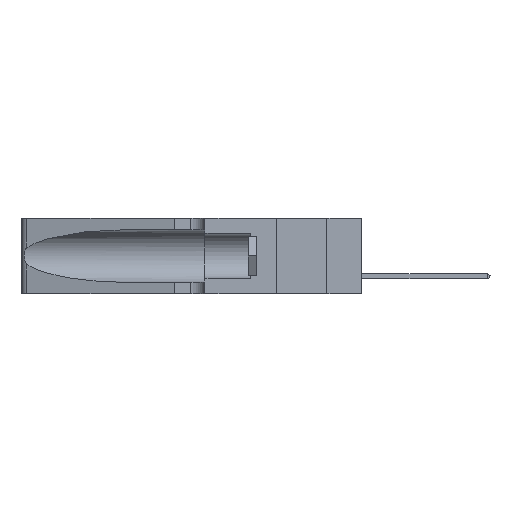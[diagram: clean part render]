
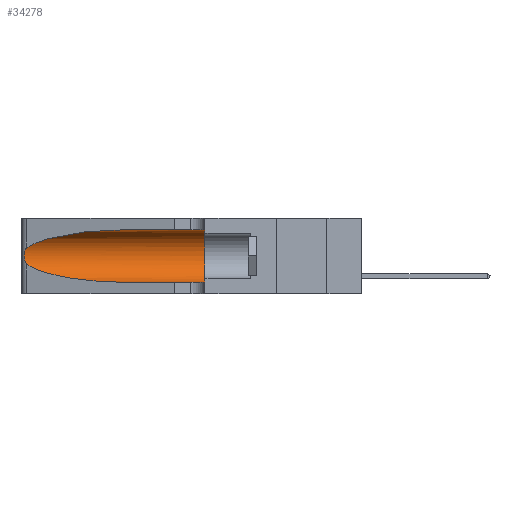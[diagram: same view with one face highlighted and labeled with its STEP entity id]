
A CAD part, left-side view. The second image highlights one B-rep face of the part: STEP entity #34278.
In plain terms, the highlighted cylindrical face has radius 3.308 mm (diameter 6.617 mm), a partial arc.
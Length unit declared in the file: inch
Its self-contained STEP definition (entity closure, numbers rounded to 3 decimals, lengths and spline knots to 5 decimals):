
#147 = VERTEX_POINT ( 'NONE', #29219 ) ;
#708 = EDGE_CURVE ( 'NONE', #32771, #15435, #5135, .T. ) ;
#904 = CARTESIAN_POINT ( 'NONE',  ( 0.25487, 1.22718, 0.22369 ) ) ;
#1163 = FACE_OUTER_BOUND ( 'NONE', #25853, .T. ) ;
#2592 = CIRCLE ( 'NONE', #8020, 0.13025 ) ;
#3508 = CARTESIAN_POINT ( 'NONE',  ( 0.25487, 1.22718, 0.14631 ) ) ;
#4435 = CYLINDRICAL_SURFACE ( 'NONE', #20479, 0.13025 ) ;
#5135 = LINE ( 'NONE', #8461, #26033 ) ;
#6993 = CARTESIAN_POINT ( 'NONE',  ( 0.18966, 0.96281, 0.05475 ) ) ;
#7867 = DIRECTION ( 'NONE',  ( 0., -1., 0. ) ) ;
#8020 = AXIS2_PLACEMENT_3D ( 'NONE', #39886, #19357, #15650 ) ;
#8461 = CARTESIAN_POINT ( 'NONE',  ( 0.1305, 1.61858, 0.31525 ) ) ;
#8608 = VECTOR ( 'NONE', #7867, 39.37008 ) ;
#9170 = LINE ( 'NONE', #41962, #8608 ) ;
#10330 = CARTESIAN_POINT ( 'NONE',  ( 0.25555, 1.22994, 0.2215 ) ) ;
#13156 =( BOUNDED_CURVE ( )  B_SPLINE_CURVE ( 3, ( #3508, #34485, #6993, #37930 ),
 .UNSPECIFIED., .F., .T. ) 
 B_SPLINE_CURVE_WITH_KNOTS ( ( 4, 4 ),
 ( 3.44316, 4.71239 ),
 .UNSPECIFIED. ) 
 CURVE ( )  GEOMETRIC_REPRESENTATION_ITEM ( )  RATIONAL_B_SPLINE_CURVE ( ( 1., 0.87, 0.87, 1. ) ) 
 REPRESENTATION_ITEM ( '' )  );
#13309 = CARTESIAN_POINT ( 'NONE',  ( 0.1305, 0.35, 0.31525 ) ) ;
#13607 = CARTESIAN_POINT ( 'NONE',  ( 0.25639, 1.23186, 0.15144 ) ) ;
#13714 = VERTEX_POINT ( 'NONE', #28082 ) ;
#15435 = VERTEX_POINT ( 'NONE', #13309 ) ;
#15650 = DIRECTION ( 'NONE',  ( 0., 0., 1. ) ) ;
#15846 = EDGE_CURVE ( 'NONE', #15435, #147, #2592, .T. ) ;
#16008 = EDGE_CURVE ( 'NONE', #40096, #27771, #19678, .T. ) ;
#16839 = CARTESIAN_POINT ( 'NONE',  ( 0.25789, 1.23486, 0.15765 ) ) ;
#17140 = CARTESIAN_POINT ( 'NONE',  ( 0.25787, 1.23484, 0.2124 ) ) ;
#17236 = ORIENTED_EDGE ( 'NONE', *, *, #19650, .T. ) ;
#17302 = ORIENTED_EDGE ( 'NONE', *, *, #43181, .T. ) ;
#19142 = ORIENTED_EDGE ( 'NONE', *, *, #16008, .T. ) ;
#19357 = DIRECTION ( 'NONE',  ( 0., 1., 0. ) ) ;
#19642 = DIRECTION ( 'NONE',  ( 0., -1., 0. ) ) ;
#19650 = EDGE_CURVE ( 'NONE', #13714, #147, #9170, .T. ) ;
#19678 = B_SPLINE_CURVE_WITH_KNOTS ( 'NONE', 3,
 ( #20455, #10330, #44277, #17140, #37651, #41096, #44419, #37205, #23907, #33759, #16839, #13607, #40937, #40654 ),
 .UNSPECIFIED., .F., .F.,
 ( 4, 2, 2, 2, 2, 2, 4 ),
 ( 0., 0.00027, 0.00053, 0.00107, 0.0016, 0.00187, 0.00214 ),
 .UNSPECIFIED. ) ;
#20081 = CARTESIAN_POINT ( 'NONE',  ( 0.1305, 0.72297, 0.31525 ) ) ;
#20455 = CARTESIAN_POINT ( 'NONE',  ( 0.25487, 1.22718, 0.22369 ) ) ;
#20479 = AXIS2_PLACEMENT_3D ( 'NONE', #23274, #19642, #43936 ) ;
#23274 = CARTESIAN_POINT ( 'NONE',  ( 0.1305, 1.61858, 0.185 ) ) ;
#23907 = CARTESIAN_POINT ( 'NONE',  ( 0.26017, 1.23833, 0.17102 ) ) ;
#25045 = CARTESIAN_POINT ( 'NONE',  ( 0.2373, 1.15595, 0.28018 ) ) ;
#25839 = CARTESIAN_POINT ( 'NONE',  ( 0.25487, 1.22718, 0.22369 ) ) ;
#25853 = EDGE_LOOP ( 'NONE', ( #17302, #19142, #41438, #17236, #41644, #36151 ) ) ;
#26033 = VECTOR ( 'NONE', #42690, 39.37008 ) ;
#27771 = VERTEX_POINT ( 'NONE', #38832 ) ;
#28082 = CARTESIAN_POINT ( 'NONE',  ( 0.1305, 0.72297, 0.05475 ) ) ;
#28915 = CARTESIAN_POINT ( 'NONE',  ( 0.18966, 0.96281, 0.31525 ) ) ;
#29219 = CARTESIAN_POINT ( 'NONE',  ( 0.1305, 0.35, 0.05475 ) ) ;
#31887 = CARTESIAN_POINT ( 'NONE',  ( 0.1305, 0.72297, 0.31525 ) ) ;
#32771 = VERTEX_POINT ( 'NONE', #20081 ) ;
#33759 = CARTESIAN_POINT ( 'NONE',  ( 0.25856, 1.23593, 0.16098 ) ) ;
#34278 = ADVANCED_FACE ( 'NONE', ( #1163 ), #4435, .F. ) ;
#34485 = CARTESIAN_POINT ( 'NONE',  ( 0.2373, 1.15595, 0.08982 ) ) ;
#35591 =( BOUNDED_CURVE ( )  B_SPLINE_CURVE ( 3, ( #31887, #28915, #25045, #904 ),
 .UNSPECIFIED., .F., .F. ) 
 B_SPLINE_CURVE_WITH_KNOTS ( ( 4, 4 ),
 ( 1.5708, 2.84003 ),
 .UNSPECIFIED. ) 
 CURVE ( )  GEOMETRIC_REPRESENTATION_ITEM ( )  RATIONAL_B_SPLINE_CURVE ( ( 1., 0.87, 0.87, 1. ) ) 
 REPRESENTATION_ITEM ( '' )  );
#36151 = ORIENTED_EDGE ( 'NONE', *, *, #708, .F. ) ;
#37205 = CARTESIAN_POINT ( 'NONE',  ( 0.26075, 1.23896, 0.178 ) ) ;
#37651 = CARTESIAN_POINT ( 'NONE',  ( 0.25854, 1.2359, 0.20912 ) ) ;
#37930 = CARTESIAN_POINT ( 'NONE',  ( 0.1305, 0.72297, 0.05475 ) ) ;
#38459 = EDGE_CURVE ( 'NONE', #27771, #13714, #13156, .T. ) ;
#38832 = CARTESIAN_POINT ( 'NONE',  ( 0.25487, 1.22718, 0.14631 ) ) ;
#39886 = CARTESIAN_POINT ( 'NONE',  ( 0.1305, 0.35, 0.185 ) ) ;
#40096 = VERTEX_POINT ( 'NONE', #25839 ) ;
#40654 = CARTESIAN_POINT ( 'NONE',  ( 0.25487, 1.22718, 0.14631 ) ) ;
#40937 = CARTESIAN_POINT ( 'NONE',  ( 0.25555, 1.22993, 0.14849 ) ) ;
#41096 = CARTESIAN_POINT ( 'NONE',  ( 0.26018, 1.23835, 0.19895 ) ) ;
#41438 = ORIENTED_EDGE ( 'NONE', *, *, #38459, .T. ) ;
#41644 = ORIENTED_EDGE ( 'NONE', *, *, #15846, .F. ) ;
#41962 = CARTESIAN_POINT ( 'NONE',  ( 0.1305, 1.61858, 0.05475 ) ) ;
#42690 = DIRECTION ( 'NONE',  ( 0., -1., 0. ) ) ;
#43181 = EDGE_CURVE ( 'NONE', #32771, #40096, #35591, .T. ) ;
#43936 = DIRECTION ( 'NONE',  ( 0., 0., -1. ) ) ;
#44277 = CARTESIAN_POINT ( 'NONE',  ( 0.25639, 1.23184, 0.21858 ) ) ;
#44419 = CARTESIAN_POINT ( 'NONE',  ( 0.26075, 1.23896, 0.19203 ) ) ;
